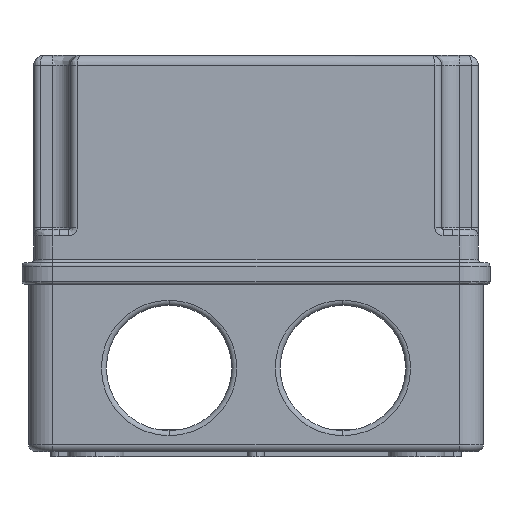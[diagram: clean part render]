
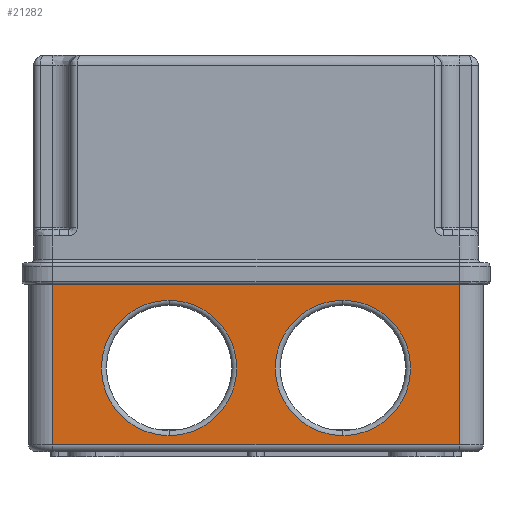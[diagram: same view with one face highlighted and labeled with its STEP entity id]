
A CAD part, left-side view. The second image highlights one B-rep face of the part: STEP entity #21282.
In plain terms, the highlighted planar face has unit normal (-1, 0, 0).
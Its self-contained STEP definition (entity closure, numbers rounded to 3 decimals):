
#16 = VECTOR ( 'NONE', #6417, 1000. ) ;
#205 = VERTEX_POINT ( 'NONE', #18280 ) ;
#230 = VERTEX_POINT ( 'NONE', #23825 ) ;
#565 = DIRECTION ( 'NONE',  ( 0., -1., 0. ) ) ;
#662 = FACE_OUTER_BOUND ( 'NONE', #7688, .T. ) ;
#891 = ORIENTED_EDGE ( 'NONE', *, *, #9772, .F. ) ;
#1100 = EDGE_CURVE ( 'NONE', #10214, #230, #19549, .T. ) ;
#1115 = ORIENTED_EDGE ( 'NONE', *, *, #15598, .F. ) ;
#1275 = DIRECTION ( 'NONE',  ( -1., 0., 0. ) ) ;
#1847 = AXIS2_PLACEMENT_3D ( 'NONE', #2738, #8129, #23112 ) ;
#1986 = DIRECTION ( 'NONE',  ( -1., 0., 0. ) ) ;
#2132 = LINE ( 'NONE', #6311, #14907 ) ;
#2300 = ORIENTED_EDGE ( 'NONE', *, *, #10412, .F. ) ;
#2392 = CARTESIAN_POINT ( 'NONE',  ( -146.431, 62.11, 24.25 ) ) ;
#2608 = EDGE_CURVE ( 'NONE', #230, #14086, #22328, .T. ) ;
#2620 = DIRECTION ( 'NONE',  ( 0., 0., 1. ) ) ;
#2704 = DIRECTION ( 'NONE',  ( -1., 0., 0. ) ) ;
#2738 = CARTESIAN_POINT ( 'NONE',  ( -146.431, 69.36, 28.25 ) ) ;
#3283 = CARTESIAN_POINT ( 'NONE',  ( -146.431, -59.39, 28.25 ) ) ;
#3949 = DIRECTION ( 'NONE',  ( 0., 0., -1. ) ) ;
#3991 = AXIS2_PLACEMENT_3D ( 'NONE', #12935, #1986, #3949 ) ;
#4274 = CARTESIAN_POINT ( 'NONE',  ( -146.431, 69.36, -24.75 ) ) ;
#4551 = CARTESIAN_POINT ( 'NONE',  ( -146.431, 54.86, 28.25 ) ) ;
#4573 = FACE_BOUND ( 'NONE', #13771, .T. ) ;
#4701 = VECTOR ( 'NONE', #2620, 1000. ) ;
#4872 = LINE ( 'NONE', #3283, #21328 ) ;
#5182 = VERTEX_POINT ( 'NONE', #16434 ) ;
#5771 = CIRCLE ( 'NONE', #6152, 20.25 ) ;
#6152 = AXIS2_PLACEMENT_3D ( 'NONE', #16120, #1275, #18441 ) ;
#6311 = CARTESIAN_POINT ( 'NONE',  ( -146.431, 62.11, 24.25 ) ) ;
#6417 = DIRECTION ( 'NONE',  ( 0., -1., 0. ) ) ;
#6470 = VERTEX_POINT ( 'NONE', #8083 ) ;
#6579 = CARTESIAN_POINT ( 'NONE',  ( -146.431, -59.39, 24.25 ) ) ;
#7000 = VECTOR ( 'NONE', #11762, 1000. ) ;
#7139 = VERTEX_POINT ( 'NONE', #10326 ) ;
#7688 = EDGE_LOOP ( 'NONE', ( #13421, #21952, #16683, #13782, #1115, #18742, #891, #11354 ) ) ;
#7825 = LINE ( 'NONE', #4274, #7000 ) ;
#8083 = CARTESIAN_POINT ( 'NONE',  ( -146.431, 27.36, 18.5 ) ) ;
#8129 = DIRECTION ( 'NONE',  ( 1., 0., 0. ) ) ;
#8375 = PLANE ( 'NONE',  #1847 ) ;
#8820 = VERTEX_POINT ( 'NONE', #9783 ) ;
#9100 = VERTEX_POINT ( 'NONE', #12342 ) ;
#9608 = DIRECTION ( 'NONE',  ( 0., -1., 0. ) ) ;
#9772 = EDGE_CURVE ( 'NONE', #14318, #9100, #4872, .T. ) ;
#9783 = CARTESIAN_POINT ( 'NONE',  ( -146.431, 62.11, -24.75 ) ) ;
#10214 = VERTEX_POINT ( 'NONE', #23877 ) ;
#10326 = CARTESIAN_POINT ( 'NONE',  ( -146.431, -24.64, -22. ) ) ;
#10412 = EDGE_CURVE ( 'NONE', #205, #6470, #13522, .T. ) ;
#11354 = ORIENTED_EDGE ( 'NONE', *, *, #19779, .F. ) ;
#11752 = EDGE_CURVE ( 'NONE', #12882, #7139, #21486, .T. ) ;
#11762 = DIRECTION ( 'NONE',  ( 0., 1., 0. ) ) ;
#11820 = FACE_BOUND ( 'NONE', #13758, .T. ) ;
#12342 = CARTESIAN_POINT ( 'NONE',  ( -146.431, -59.39, -24.75 ) ) ;
#12680 = DIRECTION ( 'NONE',  ( 0., 0., -1. ) ) ;
#12882 = VERTEX_POINT ( 'NONE', #16693 ) ;
#12935 = CARTESIAN_POINT ( 'NONE',  ( -146.431, -24.64, -1.75 ) ) ;
#13421 = ORIENTED_EDGE ( 'NONE', *, *, #2608, .F. ) ;
#13514 = CARTESIAN_POINT ( 'NONE',  ( -146.431, -24.64, -1.75 ) ) ;
#13522 = CIRCLE ( 'NONE', #18972, 20.25 ) ;
#13758 = EDGE_LOOP ( 'NONE', ( #2300, #14619 ) ) ;
#13771 = EDGE_LOOP ( 'NONE', ( #23042, #18705 ) ) ;
#13782 = ORIENTED_EDGE ( 'NONE', *, *, #15605, .F. ) ;
#13890 = LINE ( 'NONE', #4551, #23629 ) ;
#14086 = VERTEX_POINT ( 'NONE', #24281 ) ;
#14318 = VERTEX_POINT ( 'NONE', #6579 ) ;
#14379 = DIRECTION ( 'NONE',  ( 0., 0., 1. ) ) ;
#14619 = ORIENTED_EDGE ( 'NONE', *, *, #21439, .F. ) ;
#14907 = VECTOR ( 'NONE', #9608, 1000. ) ;
#15121 = VECTOR ( 'NONE', #565, 1000. ) ;
#15598 = EDGE_CURVE ( 'NONE', #8820, #22385, #18937, .T. ) ;
#15605 = EDGE_CURVE ( 'NONE', #22385, #5182, #2132, .T. ) ;
#15984 = CARTESIAN_POINT ( 'NONE',  ( -146.431, 27.36, -1.75 ) ) ;
#16000 = CARTESIAN_POINT ( 'NONE',  ( -146.431, 62.11, 24.25 ) ) ;
#16120 = CARTESIAN_POINT ( 'NONE',  ( -146.431, 27.36, -1.75 ) ) ;
#16434 = CARTESIAN_POINT ( 'NONE',  ( -146.431, 54.86, 24.25 ) ) ;
#16482 = DIRECTION ( 'NONE',  ( -1., 0., 0. ) ) ;
#16570 = CARTESIAN_POINT ( 'NONE',  ( -146.431, -52.14, 28.25 ) ) ;
#16683 = ORIENTED_EDGE ( 'NONE', *, *, #18457, .F. ) ;
#16693 = CARTESIAN_POINT ( 'NONE',  ( -146.431, -24.64, 18.5 ) ) ;
#16764 = VECTOR ( 'NONE', #20124, 1000. ) ;
#17255 = EDGE_CURVE ( 'NONE', #7139, #12882, #21233, .T. ) ;
#18280 = CARTESIAN_POINT ( 'NONE',  ( -146.431, 27.36, -22. ) ) ;
#18441 = DIRECTION ( 'NONE',  ( 0., 0., -1. ) ) ;
#18457 = EDGE_CURVE ( 'NONE', #5182, #10214, #13890, .T. ) ;
#18705 = ORIENTED_EDGE ( 'NONE', *, *, #11752, .F. ) ;
#18742 = ORIENTED_EDGE ( 'NONE', *, *, #24214, .F. ) ;
#18937 = LINE ( 'NONE', #23124, #4701 ) ;
#18972 = AXIS2_PLACEMENT_3D ( 'NONE', #15984, #16482, #12680 ) ;
#19549 = LINE ( 'NONE', #22750, #16 ) ;
#19779 = EDGE_CURVE ( 'NONE', #14086, #14318, #23010, .T. ) ;
#19881 = DIRECTION ( 'NONE',  ( 0., 0., -1. ) ) ;
#20124 = DIRECTION ( 'NONE',  ( 0., 0., -1. ) ) ;
#21078 = AXIS2_PLACEMENT_3D ( 'NONE', #13514, #2704, #19881 ) ;
#21233 = CIRCLE ( 'NONE', #3991, 20.25 ) ;
#21282 = ADVANCED_FACE ( 'NONE', ( #11820, #4573, #662 ), #8375, .F. ) ;
#21328 = VECTOR ( 'NONE', #23066, 1000. ) ;
#21439 = EDGE_CURVE ( 'NONE', #6470, #205, #5771, .T. ) ;
#21486 = CIRCLE ( 'NONE', #21078, 20.25 ) ;
#21952 = ORIENTED_EDGE ( 'NONE', *, *, #1100, .F. ) ;
#22328 = LINE ( 'NONE', #16570, #16764 ) ;
#22385 = VERTEX_POINT ( 'NONE', #16000 ) ;
#22750 = CARTESIAN_POINT ( 'NONE',  ( -146.431, 69.36, 28.25 ) ) ;
#23010 = LINE ( 'NONE', #2392, #15121 ) ;
#23042 = ORIENTED_EDGE ( 'NONE', *, *, #17255, .F. ) ;
#23066 = DIRECTION ( 'NONE',  ( 0., 0., -1. ) ) ;
#23112 = DIRECTION ( 'NONE',  ( 0., 1., 0. ) ) ;
#23124 = CARTESIAN_POINT ( 'NONE',  ( -146.431, 62.11, 28.25 ) ) ;
#23629 = VECTOR ( 'NONE', #14379, 1000. ) ;
#23825 = CARTESIAN_POINT ( 'NONE',  ( -146.431, -52.14, 28.25 ) ) ;
#23877 = CARTESIAN_POINT ( 'NONE',  ( -146.431, 54.86, 28.25 ) ) ;
#24214 = EDGE_CURVE ( 'NONE', #9100, #8820, #7825, .T. ) ;
#24281 = CARTESIAN_POINT ( 'NONE',  ( -146.431, -52.14, 24.25 ) ) ;
